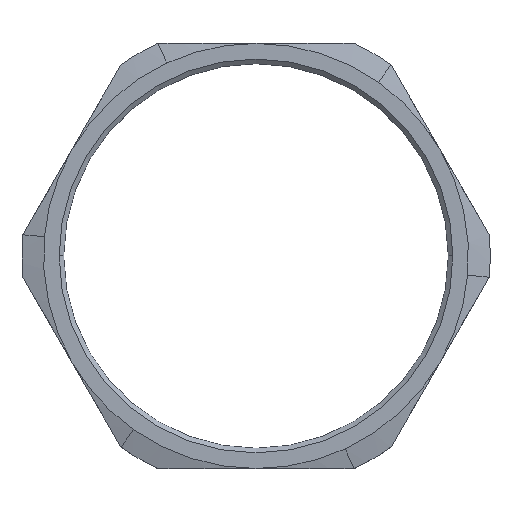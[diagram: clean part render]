
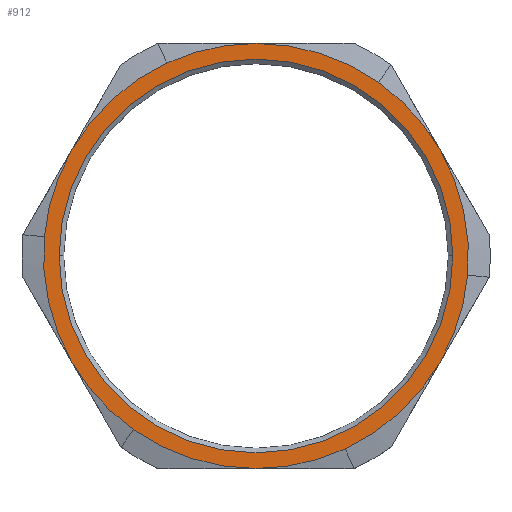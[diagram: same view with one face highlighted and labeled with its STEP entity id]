
A CAD part, top view. The second image highlights one B-rep face of the part: STEP entity #912.
In plain terms, the highlighted planar face has unit normal (0, 0, 1).
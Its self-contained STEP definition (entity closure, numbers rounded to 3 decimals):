
#5 = CIRCLE ( 'NONE', #1289, 32. ) ;
#18 = CIRCLE ( 'NONE', #126, 32. ) ;
#20 = VERTEX_POINT ( 'NONE', #1380 ) ;
#25 = ORIENTED_EDGE ( 'NONE', *, *, #1046, .F. ) ;
#32 = EDGE_CURVE ( 'NONE', #705, #157, #729, .T. ) ;
#36 = AXIS2_PLACEMENT_3D ( 'NONE', #566, #1230, #792 ) ;
#43 = DIRECTION ( 'NONE',  ( 0., 0., 1. ) ) ;
#59 = EDGE_CURVE ( 'NONE', #1459, #280, #1140, .T. ) ;
#69 = DIRECTION ( 'NONE',  ( 0.419, -0.908, 0. ) ) ;
#78 = CIRCLE ( 'NONE', #218, 32. ) ;
#80 = CARTESIAN_POINT ( 'NONE',  ( 0., 0., 6.1 ) ) ;
#83 = CARTESIAN_POINT ( 'NONE',  ( 0., 0., 6.1 ) ) ;
#97 = CARTESIAN_POINT ( 'NONE',  ( -31.868, 2.902, 6.1 ) ) ;
#111 = CARTESIAN_POINT ( 'NONE',  ( -18.447, -26.148, 6.1 ) ) ;
#126 = AXIS2_PLACEMENT_3D ( 'NONE', #1331, #1139, #664 ) ;
#128 = VERTEX_POINT ( 'NONE', #182 ) ;
#140 = VERTEX_POINT ( 'NONE', #490 ) ;
#157 = VERTEX_POINT ( 'NONE', #908 ) ;
#161 = CIRCLE ( 'NONE', #347, 32. ) ;
#175 = EDGE_CURVE ( 'NONE', #1071, #20, #306, .T. ) ;
#176 = CARTESIAN_POINT ( 'NONE',  ( 0., 0., 6.1 ) ) ;
#178 = DIRECTION ( 'NONE',  ( 1., 0., 0. ) ) ;
#182 = CARTESIAN_POINT ( 'NONE',  ( 13.421, -29.05, 6.1 ) ) ;
#186 = VERTEX_POINT ( 'NONE', #1124 ) ;
#195 = AXIS2_PLACEMENT_3D ( 'NONE', #1155, #952, #351 ) ;
#200 = EDGE_CURVE ( 'NONE', #157, #128, #402, .T. ) ;
#212 = VERTEX_POINT ( 'NONE', #1434 ) ;
#218 = AXIS2_PLACEMENT_3D ( 'NONE', #83, #994, #683 ) ;
#255 = VERTEX_POINT ( 'NONE', #418 ) ;
#257 = CARTESIAN_POINT ( 'NONE',  ( 0., 0., 6.1 ) ) ;
#259 = ORIENTED_EDGE ( 'NONE', *, *, #32, .F. ) ;
#276 = CIRCLE ( 'NONE', #1195, 29.64 ) ;
#280 = VERTEX_POINT ( 'NONE', #663 ) ;
#305 = CARTESIAN_POINT ( 'NONE',  ( 0., 0., 6.1 ) ) ;
#306 = CIRCLE ( 'NONE', #1225, 32. ) ;
#347 = AXIS2_PLACEMENT_3D ( 'NONE', #439, #1340, #455 ) ;
#351 = DIRECTION ( 'NONE',  ( -0.996, 0.091, 0. ) ) ;
#402 = CIRCLE ( 'NONE', #765, 32. ) ;
#411 = CARTESIAN_POINT ( 'NONE',  ( 0., 0., 6.1 ) ) ;
#418 = CARTESIAN_POINT ( 'NONE',  ( -29.64, 0., 6.1 ) ) ;
#427 = ORIENTED_EDGE ( 'NONE', *, *, #872, .F. ) ;
#430 = CARTESIAN_POINT ( 'NONE',  ( 27.713, 16., 6.1 ) ) ;
#435 = CARTESIAN_POINT ( 'NONE',  ( 0., 0., 6.1 ) ) ;
#438 = ORIENTED_EDGE ( 'NONE', *, *, #1022, .F. ) ;
#439 = CARTESIAN_POINT ( 'NONE',  ( 0., 0., 6.1 ) ) ;
#455 = DIRECTION ( 'NONE',  ( 0.576, 0.817, 0. ) ) ;
#460 = AXIS2_PLACEMENT_3D ( 'NONE', #305, #1002, #1020 ) ;
#490 = CARTESIAN_POINT ( 'NONE',  ( 0., -32., 6.1 ) ) ;
#505 = DIRECTION ( 'NONE',  ( 0., 0., -1. ) ) ;
#514 = PLANE ( 'NONE',  #860 ) ;
#520 = DIRECTION ( 'NONE',  ( 0., 0., -1. ) ) ;
#566 = CARTESIAN_POINT ( 'NONE',  ( 0., 0., 6.1 ) ) ;
#581 = EDGE_CURVE ( 'NONE', #686, #705, #1392, .T. ) ;
#583 = ORIENTED_EDGE ( 'NONE', *, *, #200, .F. ) ;
#589 = DIRECTION ( 'NONE',  ( -1., 0., 0. ) ) ;
#592 = AXIS2_PLACEMENT_3D ( 'NONE', #718, #712, #589 ) ;
#600 = CIRCLE ( 'NONE', #460, 32. ) ;
#657 = AXIS2_PLACEMENT_3D ( 'NONE', #741, #1315, #1207 ) ;
#663 = CARTESIAN_POINT ( 'NONE',  ( 18.447, 26.148, 6.1 ) ) ;
#664 = DIRECTION ( 'NONE',  ( -0.419, 0.908, 0. ) ) ;
#683 = DIRECTION ( 'NONE',  ( -0.576, -0.817, 0. ) ) ;
#686 = VERTEX_POINT ( 'NONE', #430 ) ;
#705 = VERTEX_POINT ( 'NONE', #1172 ) ;
#712 = DIRECTION ( 'NONE',  ( 0., 0., 1. ) ) ;
#715 = VERTEX_POINT ( 'NONE', #1266 ) ;
#718 = CARTESIAN_POINT ( 'NONE',  ( 0., 0., 6.1 ) ) ;
#721 = ORIENTED_EDGE ( 'NONE', *, *, #773, .F. ) ;
#729 = CIRCLE ( 'NONE', #657, 32. ) ;
#741 = CARTESIAN_POINT ( 'NONE',  ( 0., 0., 6.1 ) ) ;
#752 = FACE_OUTER_BOUND ( 'NONE', #883, .T. ) ;
#765 = AXIS2_PLACEMENT_3D ( 'NONE', #435, #1006, #1344 ) ;
#773 = EDGE_CURVE ( 'NONE', #715, #255, #276, .T. ) ;
#784 = EDGE_CURVE ( 'NONE', #255, #715, #1123, .T. ) ;
#792 = DIRECTION ( 'NONE',  ( 0.996, -0.091, 0. ) ) ;
#816 = DIRECTION ( 'NONE',  ( -1., 0., 0. ) ) ;
#860 = AXIS2_PLACEMENT_3D ( 'NONE', #1425, #1222, #178 ) ;
#861 = DIRECTION ( 'NONE',  ( 0., 0., -1. ) ) ;
#872 = EDGE_CURVE ( 'NONE', #186, #1459, #5, .T. ) ;
#883 = EDGE_LOOP ( 'NONE', ( #583, #259, #1024, #438, #924, #427, #1045, #1042, #1332, #1012, #25, #938 ) ) ;
#908 = CARTESIAN_POINT ( 'NONE',  ( 27.713, -16., 6.1 ) ) ;
#912 = ADVANCED_FACE ( 'NONE', ( #982, #752 ), #514, .T. ) ;
#924 = ORIENTED_EDGE ( 'NONE', *, *, #59, .F. ) ;
#938 = ORIENTED_EDGE ( 'NONE', *, *, #1427, .F. ) ;
#952 = DIRECTION ( 'NONE',  ( 0., 0., -1. ) ) ;
#982 = FACE_BOUND ( 'NONE', #1439, .T. ) ;
#994 = DIRECTION ( 'NONE',  ( 0., 0., -1. ) ) ;
#1002 = DIRECTION ( 'NONE',  ( 0., 0., -1. ) ) ;
#1006 = DIRECTION ( 'NONE',  ( 0., 0., -1. ) ) ;
#1012 = ORIENTED_EDGE ( 'NONE', *, *, #175, .F. ) ;
#1020 = DIRECTION ( 'NONE',  ( -0.996, 0.091, 0. ) ) ;
#1022 = EDGE_CURVE ( 'NONE', #280, #686, #161, .T. ) ;
#1024 = ORIENTED_EDGE ( 'NONE', *, *, #581, .F. ) ;
#1042 = ORIENTED_EDGE ( 'NONE', *, *, #1213, .F. ) ;
#1045 = ORIENTED_EDGE ( 'NONE', *, *, #1453, .F. ) ;
#1046 = EDGE_CURVE ( 'NONE', #140, #1071, #78, .T. ) ;
#1068 = EDGE_CURVE ( 'NONE', #20, #1097, #600, .T. ) ;
#1071 = VERTEX_POINT ( 'NONE', #111 ) ;
#1093 = DIRECTION ( 'NONE',  ( 0.576, 0.817, 0. ) ) ;
#1097 = VERTEX_POINT ( 'NONE', #97 ) ;
#1123 = CIRCLE ( 'NONE', #592, 29.64 ) ;
#1124 = CARTESIAN_POINT ( 'NONE',  ( -13.421, 29.05, 6.1 ) ) ;
#1139 = DIRECTION ( 'NONE',  ( 0., 0., -1. ) ) ;
#1140 = CIRCLE ( 'NONE', #1327, 32. ) ;
#1155 = CARTESIAN_POINT ( 'NONE',  ( 0., 0., 6.1 ) ) ;
#1159 = CIRCLE ( 'NONE', #1279, 32. ) ;
#1172 = CARTESIAN_POINT ( 'NONE',  ( 31.868, -2.902, 6.1 ) ) ;
#1194 = CARTESIAN_POINT ( 'NONE',  ( 0., 0., 6.1 ) ) ;
#1195 = AXIS2_PLACEMENT_3D ( 'NONE', #257, #43, #816 ) ;
#1207 = DIRECTION ( 'NONE',  ( 0.996, -0.091, 0. ) ) ;
#1209 = DIRECTION ( 'NONE',  ( -0.419, 0.908, 0. ) ) ;
#1213 = EDGE_CURVE ( 'NONE', #1097, #212, #1227, .T. ) ;
#1222 = DIRECTION ( 'NONE',  ( 0., 0., 1. ) ) ;
#1225 = AXIS2_PLACEMENT_3D ( 'NONE', #80, #1359, #1454 ) ;
#1227 = CIRCLE ( 'NONE', #195, 32. ) ;
#1230 = DIRECTION ( 'NONE',  ( 0., 0., -1. ) ) ;
#1266 = CARTESIAN_POINT ( 'NONE',  ( 29.64, 0., 6.1 ) ) ;
#1279 = AXIS2_PLACEMENT_3D ( 'NONE', #411, #505, #69 ) ;
#1289 = AXIS2_PLACEMENT_3D ( 'NONE', #1194, #520, #1209 ) ;
#1293 = ORIENTED_EDGE ( 'NONE', *, *, #784, .F. ) ;
#1315 = DIRECTION ( 'NONE',  ( 0., 0., -1. ) ) ;
#1327 = AXIS2_PLACEMENT_3D ( 'NONE', #176, #861, #1093 ) ;
#1331 = CARTESIAN_POINT ( 'NONE',  ( 0., 0., 6.1 ) ) ;
#1332 = ORIENTED_EDGE ( 'NONE', *, *, #1068, .F. ) ;
#1340 = DIRECTION ( 'NONE',  ( 0., 0., -1. ) ) ;
#1344 = DIRECTION ( 'NONE',  ( 0.419, -0.908, 0. ) ) ;
#1359 = DIRECTION ( 'NONE',  ( 0., 0., -1. ) ) ;
#1380 = CARTESIAN_POINT ( 'NONE',  ( -27.713, -16., 6.1 ) ) ;
#1392 = CIRCLE ( 'NONE', #36, 32. ) ;
#1425 = CARTESIAN_POINT ( 'NONE',  ( 0., 0., 6.1 ) ) ;
#1427 = EDGE_CURVE ( 'NONE', #128, #140, #1159, .T. ) ;
#1434 = CARTESIAN_POINT ( 'NONE',  ( -27.713, 16., 6.1 ) ) ;
#1439 = EDGE_LOOP ( 'NONE', ( #1293, #721 ) ) ;
#1453 = EDGE_CURVE ( 'NONE', #212, #186, #18, .T. ) ;
#1454 = DIRECTION ( 'NONE',  ( -0.576, -0.817, 0. ) ) ;
#1457 = CARTESIAN_POINT ( 'NONE',  ( 0., 32., 6.1 ) ) ;
#1459 = VERTEX_POINT ( 'NONE', #1457 ) ;
